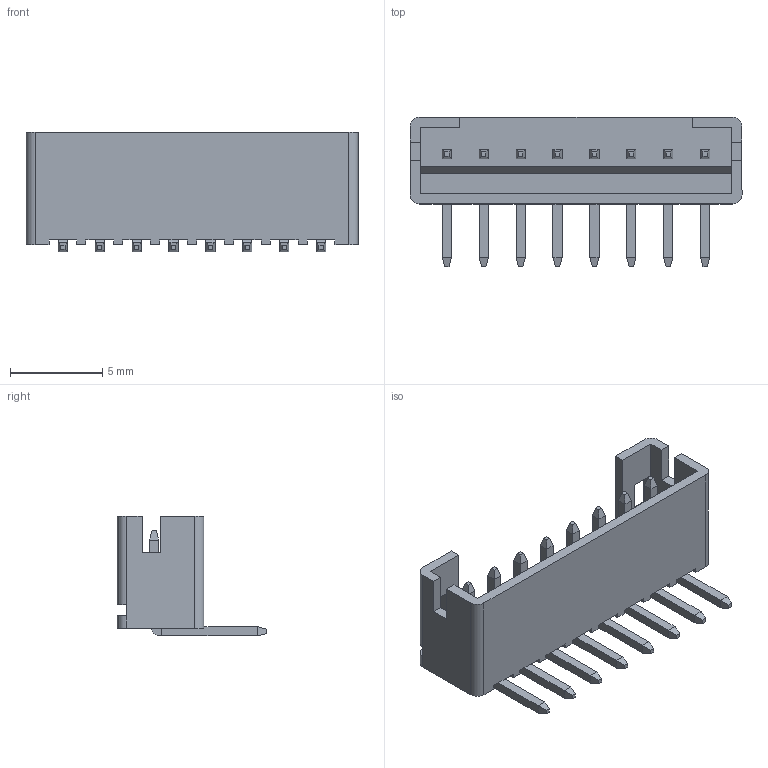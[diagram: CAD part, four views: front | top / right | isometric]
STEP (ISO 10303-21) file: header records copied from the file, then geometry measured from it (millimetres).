
FILE_DESCRIPTION (( 'STEP AP203' ), '1' );
FILE_NAME ('140-508-415-100.STEP', '2020-09-25T11:00:16', ( '' ), ( '' ), 'SwSTEP 2.0', 'SolidWorks 2020', '' );
FILE_SCHEMA (( 'CONFIG_CONTROL_DESIGN' ));
Length unit declared in the file: millimetre
Products named in the file (3): 140-508-415-100; RA LI Housing_508; RA LI Contact_Str
Assembly tree (9 placements, depth 2):
  140-508-415-100
    RA LI Housing_508
    RA LI Contact_Str  x8
Bounding box: 18 x 8.1 x 6.5 mm (x, y, z)
Volume: 200 mm3; surface area: 755.9 mm2
Topology: 9 solids, 9 shells, 280 faces, 660 edges, 396 vertices
Faces by surface type: plane 258, cylinder 22
Entity records: 4521 total; most frequent: CARTESIAN_POINT 718, ORIENTED_EDGE 704, DIRECTION 644, EDGE_CURVE 352, VECTOR 336, LINE 336, VERTEX_POINT 228, AXIS2_PLACEMENT_3D 154
